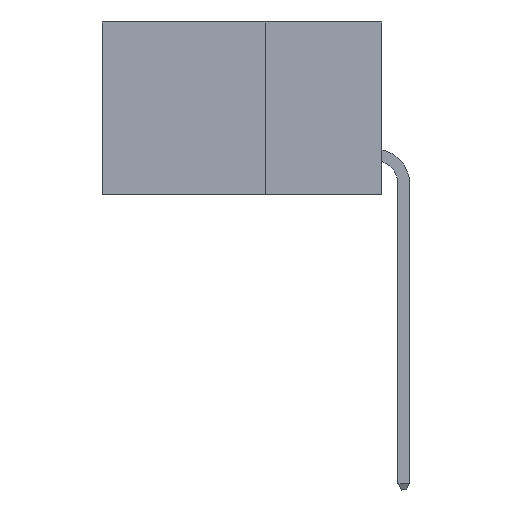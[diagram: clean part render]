
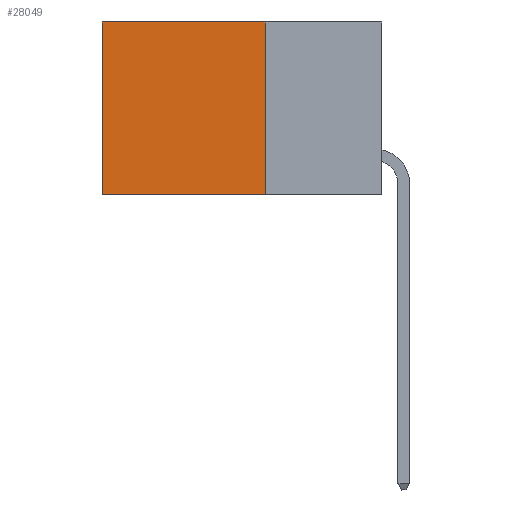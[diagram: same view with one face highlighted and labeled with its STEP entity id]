
A CAD part, left-side view. The second image highlights one B-rep face of the part: STEP entity #28049.
In plain terms, the highlighted planar face has unit normal (-1, 0, 0).
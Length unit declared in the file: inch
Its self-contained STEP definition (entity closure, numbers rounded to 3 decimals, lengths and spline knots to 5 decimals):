
#266 = EDGE_CURVE ( 'NONE', #30128, #17490, #15787, .T. ) ;
#1565 = CARTESIAN_POINT ( 'NONE',  ( 0.2875, 0.25, -0.37 ) ) ;
#2449 = VECTOR ( 'NONE', #17691, 39.37008 ) ;
#5141 = VECTOR ( 'NONE', #11937, 39.37008 ) ;
#6438 = VERTEX_POINT ( 'NONE', #21801 ) ;
#9294 = CARTESIAN_POINT ( 'NONE',  ( 0.2875, 0.25, 0. ) ) ;
#10278 = LINE ( 'NONE', #22316, #5141 ) ;
#11450 = ORIENTED_EDGE ( 'NONE', *, *, #24249, .F. ) ;
#11937 = DIRECTION ( 'NONE',  ( 0., 0., -1. ) ) ;
#13258 = EDGE_CURVE ( 'NONE', #30397, #17490, #16744, .T. ) ;
#14967 = CARTESIAN_POINT ( 'NONE',  ( 0.2875, 0.6, 0. ) ) ;
#14984 = VECTOR ( 'NONE', #26711, 39.37008 ) ;
#15276 = CARTESIAN_POINT ( 'NONE',  ( 0.2875, 0.6, 0. ) ) ;
#15517 = CARTESIAN_POINT ( 'NONE',  ( 0.2875, 0.25, 0. ) ) ;
#15787 = LINE ( 'NONE', #1565, #14984 ) ;
#15987 = EDGE_CURVE ( 'NONE', #6438, #30397, #30944, .T. ) ;
#16449 = CARTESIAN_POINT ( 'NONE',  ( 0.2875, 0.6, -0.37 ) ) ;
#16744 = LINE ( 'NONE', #15276, #2449 ) ;
#17490 = VERTEX_POINT ( 'NONE', #16449 ) ;
#17691 = DIRECTION ( 'NONE',  ( 0., 0., -1. ) ) ;
#19650 = ORIENTED_EDGE ( 'NONE', *, *, #15987, .T. ) ;
#20661 = ORIENTED_EDGE ( 'NONE', *, *, #13258, .T. ) ;
#21801 = CARTESIAN_POINT ( 'NONE',  ( 0.2875, 0.25, 0. ) ) ;
#22316 = CARTESIAN_POINT ( 'NONE',  ( 0.2875, 0.25, 0. ) ) ;
#22492 = AXIS2_PLACEMENT_3D ( 'NONE', #15517, #30824, #31142 ) ;
#24249 = EDGE_CURVE ( 'NONE', #6438, #30128, #10278, .T. ) ;
#25815 = PLANE ( 'NONE',  #22492 ) ;
#26279 = EDGE_LOOP ( 'NONE', ( #20661, #29814, #11450, #19650 ) ) ;
#26711 = DIRECTION ( 'NONE',  ( 0., 1., 0. ) ) ;
#27273 = CARTESIAN_POINT ( 'NONE',  ( 0.2875, 0.25, -0.37 ) ) ;
#27590 = FACE_OUTER_BOUND ( 'NONE', #26279, .T. ) ;
#28049 = ADVANCED_FACE ( 'NONE', ( #27590 ), #25815, .F. ) ;
#28961 = VECTOR ( 'NONE', #29671, 39.37008 ) ;
#29671 = DIRECTION ( 'NONE',  ( 0., 1., 0. ) ) ;
#29814 = ORIENTED_EDGE ( 'NONE', *, *, #266, .F. ) ;
#30128 = VERTEX_POINT ( 'NONE', #27273 ) ;
#30397 = VERTEX_POINT ( 'NONE', #14967 ) ;
#30824 = DIRECTION ( 'NONE',  ( 1., 0., 0. ) ) ;
#30944 = LINE ( 'NONE', #9294, #28961 ) ;
#31142 = DIRECTION ( 'NONE',  ( 0., 0., -1. ) ) ;
